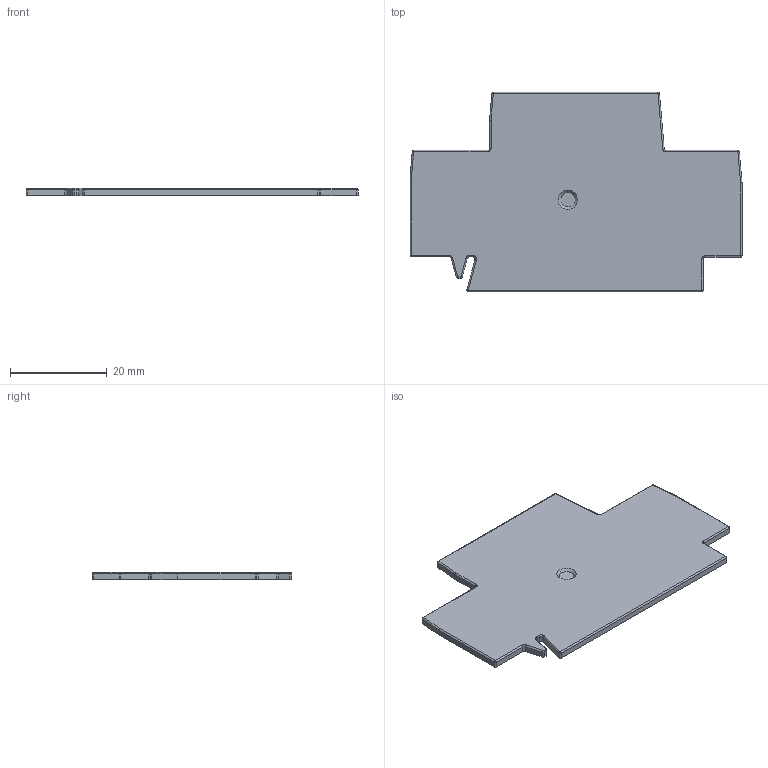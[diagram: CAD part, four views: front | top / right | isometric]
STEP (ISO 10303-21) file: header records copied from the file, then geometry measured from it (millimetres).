
FILE_DESCRIPTION((''),'2;1');
FILE_NAME('PRKD2-5_AP','2019-09-20T',('Christian Carl'),(''),'CREO PARAMETRIC BY PTC INC, 2016380','CREO PARAMETRIC BY PTC INC, 2016380','');
FILE_SCHEMA(('CONFIG_CONTROL_DESIGN'));
Length unit declared in the file: millimetre
Products named in the file (1): PRKD2-5_AP
Bounding box: 68.65 x 41.2 x 1.5 mm (x, y, z)
Volume: 3425.7 mm3; surface area: 4889.3 mm2
Topology: 1 solids, 1 shells, 83 faces, 190 edges, 110 vertices
Faces by surface type: cylinder 39, plane 22, sphere 11, torus 7, cone 2, bspline 2
Entity records: 2376 total; most frequent: DIRECTION 444, CARTESIAN_POINT 413, ORIENTED_EDGE 380, EDGE_CURVE 190, AXIS2_PLACEMENT_3D 173, VERTEX_POINT 110, VECTOR 98, LINE 98
